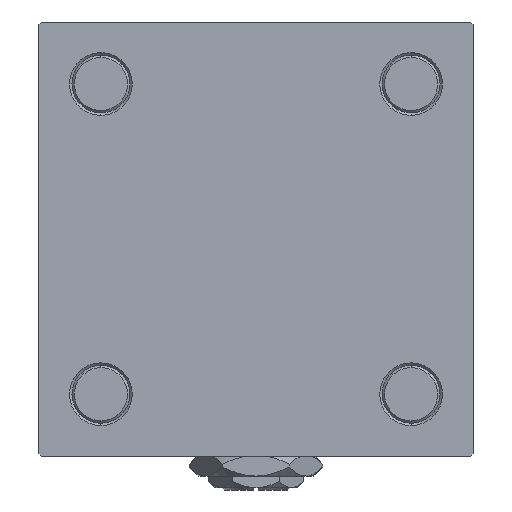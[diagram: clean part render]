
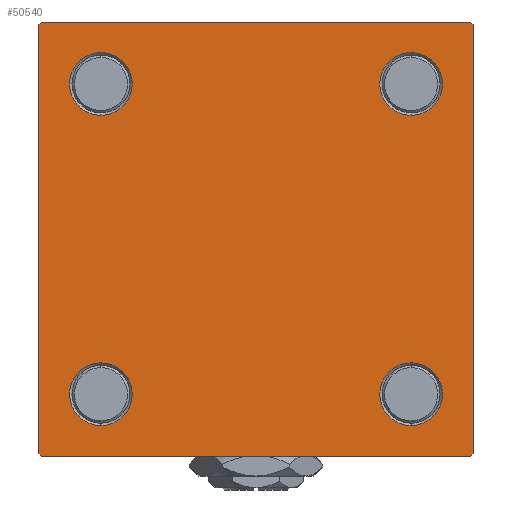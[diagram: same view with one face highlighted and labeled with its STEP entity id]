
A CAD part, left-side view. The second image highlights one B-rep face of the part: STEP entity #50540.
In plain terms, the highlighted planar face has unit normal (-1, 0, 0).
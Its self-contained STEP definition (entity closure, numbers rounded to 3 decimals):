
#60 = VERTEX_POINT ( 'NONE', #24792 ) ;
#1881 = CIRCLE ( 'NONE', #18476, 6.5 ) ;
#3277 = EDGE_CURVE ( 'NONE', #17828, #4247, #42370, .T. ) ;
#3640 = CARTESIAN_POINT ( 'NONE',  ( 0., 32.15, -32.15 ) ) ;
#3773 = DIRECTION ( 'NONE',  ( 0., 0., 1. ) ) ;
#3832 = ORIENTED_EDGE ( 'NONE', *, *, #3277, .T. ) ;
#4063 = CARTESIAN_POINT ( 'NONE',  ( 0., 0., 0. ) ) ;
#4247 = VERTEX_POINT ( 'NONE', #21641 ) ;
#4569 = PLANE ( 'NONE',  #24918 ) ;
#4873 = CARTESIAN_POINT ( 'NONE',  ( 0., 45., 45. ) ) ;
#5113 = CARTESIAN_POINT ( 'NONE',  ( 0., 45., -45. ) ) ;
#5572 = ORIENTED_EDGE ( 'NONE', *, *, #13325, .F. ) ;
#5917 = CARTESIAN_POINT ( 'NONE',  ( 0., 45., -44.5 ) ) ;
#6367 = CARTESIAN_POINT ( 'NONE',  ( 0., -44.5, -45. ) ) ;
#6432 = VECTOR ( 'NONE', #15389, 1000. ) ;
#6665 = DIRECTION ( 'NONE',  ( 0., 0., 1. ) ) ;
#7154 = ORIENTED_EDGE ( 'NONE', *, *, #15781, .T. ) ;
#7367 = CIRCLE ( 'NONE', #36459, 6.5 ) ;
#7965 = DIRECTION ( 'NONE',  ( -1., 0., 0. ) ) ;
#8368 = CARTESIAN_POINT ( 'NONE',  ( 0., -32.15, -32.15 ) ) ;
#8727 = FACE_BOUND ( 'NONE', #33637, .T. ) ;
#8767 = LINE ( 'NONE', #27544, #27141 ) ;
#9723 = ORIENTED_EDGE ( 'NONE', *, *, #15436, .F. ) ;
#9783 = CIRCLE ( 'NONE', #24640, 6.5 ) ;
#10184 = ORIENTED_EDGE ( 'NONE', *, *, #22900, .T. ) ;
#10307 = CARTESIAN_POINT ( 'NONE',  ( 0., 32.15, -32.15 ) ) ;
#10514 = CIRCLE ( 'NONE', #24676, 6.5 ) ;
#10779 = VECTOR ( 'NONE', #47900, 1000. ) ;
#11809 = VERTEX_POINT ( 'NONE', #16658 ) ;
#11837 = ORIENTED_EDGE ( 'NONE', *, *, #32302, .T. ) ;
#12135 = FACE_OUTER_BOUND ( 'NONE', #44108, .T. ) ;
#12608 = CARTESIAN_POINT ( 'NONE',  ( 0., -32.15, -32.15 ) ) ;
#12812 = CARTESIAN_POINT ( 'NONE',  ( 0., -32.15, 32.15 ) ) ;
#12912 = CARTESIAN_POINT ( 'NONE',  ( 0., 44.75, -44.75 ) ) ;
#13325 = EDGE_CURVE ( 'NONE', #17143, #4247, #43514, .T. ) ;
#13391 = VECTOR ( 'NONE', #17605, 1000. ) ;
#13429 = CIRCLE ( 'NONE', #22542, 6.5 ) ;
#13595 = VECTOR ( 'NONE', #31098, 1000. ) ;
#13782 = CARTESIAN_POINT ( 'NONE',  ( 0., 32.15, -38.65 ) ) ;
#13897 = EDGE_CURVE ( 'NONE', #15513, #14463, #32701, .T. ) ;
#14326 = EDGE_CURVE ( 'NONE', #49926, #34505, #9783, .T. ) ;
#14463 = VERTEX_POINT ( 'NONE', #23669 ) ;
#15032 = DIRECTION ( 'NONE',  ( 0., 0., 1. ) ) ;
#15389 = DIRECTION ( 'NONE',  ( 0., 0., -1. ) ) ;
#15410 = EDGE_CURVE ( 'NONE', #17143, #43883, #8767, .T. ) ;
#15436 = EDGE_CURVE ( 'NONE', #37599, #43883, #31956, .T. ) ;
#15513 = VERTEX_POINT ( 'NONE', #5917 ) ;
#15626 = EDGE_CURVE ( 'NONE', #34505, #49926, #10514, .T. ) ;
#15781 = EDGE_CURVE ( 'NONE', #60, #16949, #43789, .T. ) ;
#16067 = DIRECTION ( 'NONE',  ( 0., 0.707, 0.707 ) ) ;
#16342 = VECTOR ( 'NONE', #36375, 1000. ) ;
#16408 = DIRECTION ( 'NONE',  ( 1., 0., 0. ) ) ;
#16658 = CARTESIAN_POINT ( 'NONE',  ( 0., 32.15, 25.65 ) ) ;
#16949 = VERTEX_POINT ( 'NONE', #21974 ) ;
#17143 = VERTEX_POINT ( 'NONE', #25065 ) ;
#17490 = DIRECTION ( 'NONE',  ( 1., 0., 0. ) ) ;
#17581 = ORIENTED_EDGE ( 'NONE', *, *, #15410, .T. ) ;
#17605 = DIRECTION ( 'NONE',  ( 0., -1., 0. ) ) ;
#17828 = VERTEX_POINT ( 'NONE', #6367 ) ;
#18476 = AXIS2_PLACEMENT_3D ( 'NONE', #12608, #36291, #3773 ) ;
#19270 = ORIENTED_EDGE ( 'NONE', *, *, #29919, .T. ) ;
#19595 = ORIENTED_EDGE ( 'NONE', *, *, #28782, .T. ) ;
#20083 = CARTESIAN_POINT ( 'NONE',  ( 0., 32.15, 38.65 ) ) ;
#20307 = CARTESIAN_POINT ( 'NONE',  ( 0., 32.15, 32.15 ) ) ;
#20450 = FACE_BOUND ( 'NONE', #47541, .T. ) ;
#20601 = DIRECTION ( 'NONE',  ( 1., 0., 0. ) ) ;
#20612 = DIRECTION ( 'NONE',  ( 1., 0., 0. ) ) ;
#21641 = CARTESIAN_POINT ( 'NONE',  ( 0., -45., -44.5 ) ) ;
#21652 = VERTEX_POINT ( 'NONE', #36065 ) ;
#21974 = CARTESIAN_POINT ( 'NONE',  ( 0., -32.15, 38.65 ) ) ;
#22073 = CARTESIAN_POINT ( 'NONE',  ( 0., 32.15, 32.15 ) ) ;
#22090 = CARTESIAN_POINT ( 'NONE',  ( 0., -32.15, -38.65 ) ) ;
#22542 = AXIS2_PLACEMENT_3D ( 'NONE', #22073, #37963, #15032 ) ;
#22856 = CIRCLE ( 'NONE', #29532, 6.5 ) ;
#22900 = EDGE_CURVE ( 'NONE', #21652, #15513, #28875, .T. ) ;
#23085 = CARTESIAN_POINT ( 'NONE',  ( 0., -44.75, -44.75 ) ) ;
#23669 = CARTESIAN_POINT ( 'NONE',  ( 0., 44.5, -45. ) ) ;
#23833 = VERTEX_POINT ( 'NONE', #22090 ) ;
#23967 = CARTESIAN_POINT ( 'NONE',  ( 0., -45., 45. ) ) ;
#24098 = FACE_BOUND ( 'NONE', #39148, .T. ) ;
#24439 = CARTESIAN_POINT ( 'NONE',  ( 0., 45., 45. ) ) ;
#24505 = CARTESIAN_POINT ( 'NONE',  ( 0., -32.15, 32.15 ) ) ;
#24640 = AXIS2_PLACEMENT_3D ( 'NONE', #3640, #35398, #51298 ) ;
#24676 = AXIS2_PLACEMENT_3D ( 'NONE', #10307, #34256, #6665 ) ;
#24792 = CARTESIAN_POINT ( 'NONE',  ( 0., -32.15, 25.65 ) ) ;
#24803 = ORIENTED_EDGE ( 'NONE', *, *, #36841, .T. ) ;
#24918 = AXIS2_PLACEMENT_3D ( 'NONE', #4063, #7965, #44411 ) ;
#25065 = CARTESIAN_POINT ( 'NONE',  ( 0., -45., 44.5 ) ) ;
#26253 = VERTEX_POINT ( 'NONE', #20083 ) ;
#26355 = CARTESIAN_POINT ( 'NONE',  ( 0., 44.5, 45. ) ) ;
#26601 = EDGE_CURVE ( 'NONE', #26253, #11809, #13429, .T. ) ;
#27141 = VECTOR ( 'NONE', #16067, 1000. ) ;
#27544 = CARTESIAN_POINT ( 'NONE',  ( 0., -44.75, 44.75 ) ) ;
#28041 = EDGE_LOOP ( 'NONE', ( #36254, #7154 ) ) ;
#28782 = EDGE_CURVE ( 'NONE', #14463, #17828, #33232, .T. ) ;
#28875 = LINE ( 'NONE', #24439, #10779 ) ;
#28936 = DIRECTION ( 'NONE',  ( 0., 0., 1. ) ) ;
#29303 = AXIS2_PLACEMENT_3D ( 'NONE', #8368, #17490, #49269 ) ;
#29532 = AXIS2_PLACEMENT_3D ( 'NONE', #20307, #16408, #36196 ) ;
#29919 = EDGE_CURVE ( 'NONE', #37092, #23833, #1881, .T. ) ;
#30253 = EDGE_CURVE ( 'NONE', #23833, #37092, #40100, .T. ) ;
#31098 = DIRECTION ( 'NONE',  ( 0., 0.707, -0.707 ) ) ;
#31598 = ORIENTED_EDGE ( 'NONE', *, *, #15626, .T. ) ;
#31956 = LINE ( 'NONE', #4873, #16342 ) ;
#32082 = DIRECTION ( 'NONE',  ( 0., 0., 1. ) ) ;
#32302 = EDGE_CURVE ( 'NONE', #37599, #21652, #46994, .T. ) ;
#32390 = ORIENTED_EDGE ( 'NONE', *, *, #13897, .T. ) ;
#32701 = LINE ( 'NONE', #12912, #39699 ) ;
#32989 = AXIS2_PLACEMENT_3D ( 'NONE', #12812, #20612, #32082 ) ;
#33232 = LINE ( 'NONE', #5113, #13391 ) ;
#33637 = EDGE_LOOP ( 'NONE', ( #47283, #24803 ) ) ;
#34256 = DIRECTION ( 'NONE',  ( 1., 0., 0. ) ) ;
#34505 = VERTEX_POINT ( 'NONE', #38522 ) ;
#34602 = CARTESIAN_POINT ( 'NONE',  ( 0., -32.15, -25.65 ) ) ;
#35398 = DIRECTION ( 'NONE',  ( 1., 0., 0. ) ) ;
#36065 = CARTESIAN_POINT ( 'NONE',  ( 0., 45., 44.5 ) ) ;
#36196 = DIRECTION ( 'NONE',  ( 0., 0., 1. ) ) ;
#36254 = ORIENTED_EDGE ( 'NONE', *, *, #48554, .T. ) ;
#36291 = DIRECTION ( 'NONE',  ( 1., 0., 0. ) ) ;
#36375 = DIRECTION ( 'NONE',  ( 0., -1., 0. ) ) ;
#36459 = AXIS2_PLACEMENT_3D ( 'NONE', #24505, #20601, #28936 ) ;
#36841 = EDGE_CURVE ( 'NONE', #11809, #26253, #22856, .T. ) ;
#36858 = DIRECTION ( 'NONE',  ( 0., -0.707, -0.707 ) ) ;
#37074 = ORIENTED_EDGE ( 'NONE', *, *, #14326, .T. ) ;
#37092 = VERTEX_POINT ( 'NONE', #34602 ) ;
#37599 = VERTEX_POINT ( 'NONE', #26355 ) ;
#37963 = DIRECTION ( 'NONE',  ( 1., 0., 0. ) ) ;
#38522 = CARTESIAN_POINT ( 'NONE',  ( 0., 32.15, -25.65 ) ) ;
#39148 = EDGE_LOOP ( 'NONE', ( #19270, #39942 ) ) ;
#39699 = VECTOR ( 'NONE', #36858, 1000. ) ;
#39942 = ORIENTED_EDGE ( 'NONE', *, *, #30253, .T. ) ;
#40100 = CIRCLE ( 'NONE', #29303, 6.5 ) ;
#41226 = CARTESIAN_POINT ( 'NONE',  ( 0., -44.5, 45. ) ) ;
#42370 = LINE ( 'NONE', #23085, #42673 ) ;
#42673 = VECTOR ( 'NONE', #48084, 1000. ) ;
#43514 = LINE ( 'NONE', #23967, #6432 ) ;
#43789 = CIRCLE ( 'NONE', #32989, 6.5 ) ;
#43883 = VERTEX_POINT ( 'NONE', #41226 ) ;
#44108 = EDGE_LOOP ( 'NONE', ( #10184, #32390, #19595, #3832, #5572, #17581, #9723, #11837 ) ) ;
#44411 = DIRECTION ( 'NONE',  ( 0., 0., 1. ) ) ;
#44682 = FACE_BOUND ( 'NONE', #28041, .T. ) ;
#46994 = LINE ( 'NONE', #48018, #13595 ) ;
#47283 = ORIENTED_EDGE ( 'NONE', *, *, #26601, .T. ) ;
#47541 = EDGE_LOOP ( 'NONE', ( #31598, #37074 ) ) ;
#47900 = DIRECTION ( 'NONE',  ( 0., 0., -1. ) ) ;
#48018 = CARTESIAN_POINT ( 'NONE',  ( 0., 44.75, 44.75 ) ) ;
#48084 = DIRECTION ( 'NONE',  ( 0., -0.707, 0.707 ) ) ;
#48554 = EDGE_CURVE ( 'NONE', #16949, #60, #7367, .T. ) ;
#49269 = DIRECTION ( 'NONE',  ( 0., 0., 1. ) ) ;
#49926 = VERTEX_POINT ( 'NONE', #13782 ) ;
#50540 = ADVANCED_FACE ( 'NONE', ( #44682, #24098, #20450, #8727, #12135 ), #4569, .T. ) ;
#51298 = DIRECTION ( 'NONE',  ( 0., 0., 1. ) ) ;
